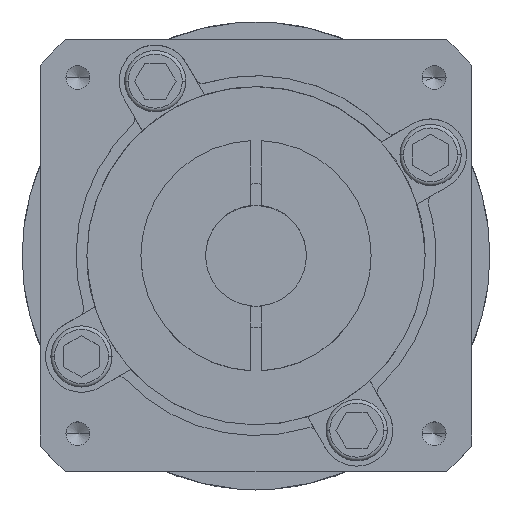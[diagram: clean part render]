
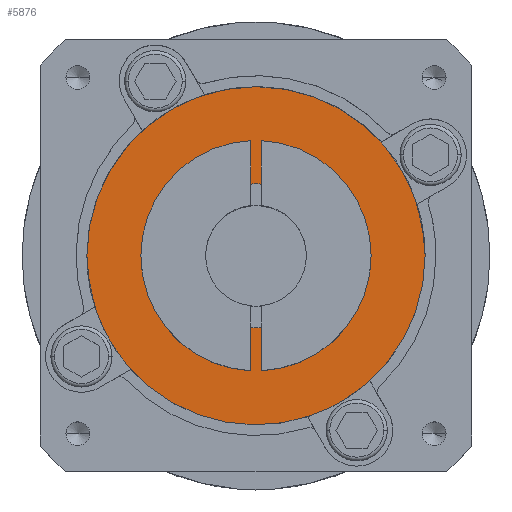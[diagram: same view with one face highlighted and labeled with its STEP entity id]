
A CAD part, top view. The second image highlights one B-rep face of the part: STEP entity #5876.
In plain terms, the highlighted planar face has unit normal (0, 0, 1).
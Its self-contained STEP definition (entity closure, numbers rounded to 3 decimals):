
#235 = EDGE_CURVE ( 'NONE', #1799, #5498, #3698, .T. ) ;
#441 = DIRECTION ( 'NONE',  ( 0., 0., 1. ) ) ;
#631 = EDGE_CURVE ( 'NONE', #4217, #2994, #2415, .T. ) ;
#663 = DIRECTION ( 'NONE',  ( 1., 0., 0. ) ) ;
#1323 = CARTESIAN_POINT ( 'NONE',  ( 0., 0., -2. ) ) ;
#1602 = DIRECTION ( 'NONE',  ( 0., 0., 1. ) ) ;
#1790 = EDGE_LOOP ( 'NONE', ( #2274, #3343 ) ) ;
#1799 = VERTEX_POINT ( 'NONE', #7334 ) ;
#2083 = CARTESIAN_POINT ( 'NONE',  ( 0., 0., -2. ) ) ;
#2274 = ORIENTED_EDGE ( 'NONE', *, *, #7436, .T. ) ;
#2415 = CIRCLE ( 'NONE', #5139, 23.5 ) ;
#2579 = AXIS2_PLACEMENT_3D ( 'NONE', #5799, #1602, #6455 ) ;
#2745 = FACE_OUTER_BOUND ( 'NONE', #1790, .T. ) ;
#2777 = PLANE ( 'NONE',  #3263 ) ;
#2828 = CIRCLE ( 'NONE', #2579, 23.5 ) ;
#2966 = FACE_BOUND ( 'NONE', #3610, .T. ) ;
#2994 = VERTEX_POINT ( 'NONE', #8601 ) ;
#3263 = AXIS2_PLACEMENT_3D ( 'NONE', #2083, #4894, #663 ) ;
#3339 = ORIENTED_EDGE ( 'NONE', *, *, #235, .F. ) ;
#3343 = ORIENTED_EDGE ( 'NONE', *, *, #631, .T. ) ;
#3387 = DIRECTION ( 'NONE',  ( 1., 0., 0. ) ) ;
#3416 = DIRECTION ( 'NONE',  ( 0., 0., 1. ) ) ;
#3446 = CARTESIAN_POINT ( 'NONE',  ( 0., 0., -2. ) ) ;
#3610 = EDGE_LOOP ( 'NONE', ( #8008, #3339 ) ) ;
#3698 = CIRCLE ( 'NONE', #5126, 10. ) ;
#3959 = AXIS2_PLACEMENT_3D ( 'NONE', #4679, #441, #5387 ) ;
#4217 = VERTEX_POINT ( 'NONE', #7213 ) ;
#4679 = CARTESIAN_POINT ( 'NONE',  ( 0., 0., -2. ) ) ;
#4894 = DIRECTION ( 'NONE',  ( 0., 0., 1. ) ) ;
#5126 = AXIS2_PLACEMENT_3D ( 'NONE', #3446, #3416, #3387 ) ;
#5139 = AXIS2_PLACEMENT_3D ( 'NONE', #1323, #7824, #7135 ) ;
#5387 = DIRECTION ( 'NONE',  ( 1., 0., 0. ) ) ;
#5498 = VERTEX_POINT ( 'NONE', #7255 ) ;
#5705 = CIRCLE ( 'NONE', #3959, 10. ) ;
#5709 = EDGE_CURVE ( 'NONE', #5498, #1799, #5705, .T. ) ;
#5799 = CARTESIAN_POINT ( 'NONE',  ( 0., 0., -2. ) ) ;
#5876 = ADVANCED_FACE ( 'NONE', ( #2745, #2966 ), #2777, .T. ) ;
#6455 = DIRECTION ( 'NONE',  ( 1., 0., 0. ) ) ;
#7135 = DIRECTION ( 'NONE',  ( 1., 0., 0. ) ) ;
#7213 = CARTESIAN_POINT ( 'NONE',  ( -23.5, 0., -2. ) ) ;
#7255 = CARTESIAN_POINT ( 'NONE',  ( -10., 0., -2. ) ) ;
#7334 = CARTESIAN_POINT ( 'NONE',  ( 10., 0., -2. ) ) ;
#7436 = EDGE_CURVE ( 'NONE', #2994, #4217, #2828, .T. ) ;
#7824 = DIRECTION ( 'NONE',  ( 0., 0., 1. ) ) ;
#8008 = ORIENTED_EDGE ( 'NONE', *, *, #5709, .F. ) ;
#8601 = CARTESIAN_POINT ( 'NONE',  ( 23.5, 0., -2. ) ) ;
